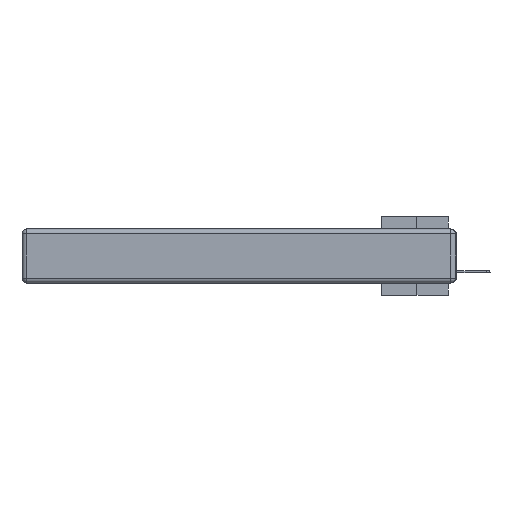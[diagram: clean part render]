
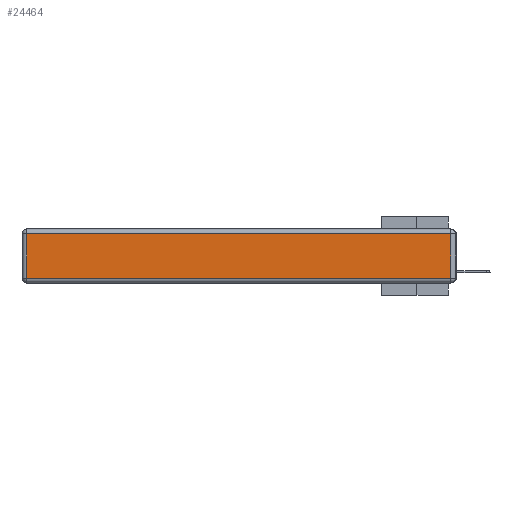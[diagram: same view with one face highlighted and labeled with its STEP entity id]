
A CAD part, left-side view. The second image highlights one B-rep face of the part: STEP entity #24464.
In plain terms, the highlighted planar face has unit normal (-1, 0, 0).
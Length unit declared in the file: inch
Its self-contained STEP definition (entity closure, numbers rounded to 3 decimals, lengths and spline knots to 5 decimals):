
#626 = CARTESIAN_POINT ( 'NONE',  ( 0., 2.72, -0.343 ) ) ;
#2932 = EDGE_CURVE ( 'NONE', #25012, #33297, #38366, .T. ) ;
#3564 = DIRECTION ( 'NONE',  ( 0., 0., -1. ) ) ;
#5960 = VECTOR ( 'NONE', #8231, 39.37008 ) ;
#6248 = ORIENTED_EDGE ( 'NONE', *, *, #13186, .T. ) ;
#7467 = DIRECTION ( 'NONE',  ( 0., -1., 0. ) ) ;
#8231 = DIRECTION ( 'NONE',  ( 0., 1., 0. ) ) ;
#9001 = CARTESIAN_POINT ( 'NONE',  ( 0., 0.03, -0.343 ) ) ;
#9540 = CARTESIAN_POINT ( 'NONE',  ( 0., 2.72, -0.313 ) ) ;
#10876 = CARTESIAN_POINT ( 'NONE',  ( 0., 2.75, -0.03 ) ) ;
#11384 = VECTOR ( 'NONE', #39140, 39.37008 ) ;
#12589 = LINE ( 'NONE', #20034, #14541 ) ;
#13186 = EDGE_CURVE ( 'NONE', #28394, #17297, #12589, .T. ) ;
#14541 = VECTOR ( 'NONE', #7467, 39.37008 ) ;
#17297 = VERTEX_POINT ( 'NONE', #20397 ) ;
#17324 = PLANE ( 'NONE',  #26007 ) ;
#18308 = ORIENTED_EDGE ( 'NONE', *, *, #2932, .T. ) ;
#18544 = FACE_OUTER_BOUND ( 'NONE', #21037, .T. ) ;
#20034 = CARTESIAN_POINT ( 'NONE',  ( 0., 0., -0.313 ) ) ;
#20397 = CARTESIAN_POINT ( 'NONE',  ( 0., 0.03, -0.313 ) ) ;
#21037 = EDGE_LOOP ( 'NONE', ( #6248, #27652, #18308, #27145 ) ) ;
#21054 = LINE ( 'NONE', #626, #25807 ) ;
#23283 = EDGE_CURVE ( 'NONE', #33297, #28394, #21054, .T. ) ;
#24046 = DIRECTION ( 'NONE',  ( 0., 0., 1. ) ) ;
#24464 = ADVANCED_FACE ( 'NONE', ( #18544 ), #17324, .T. ) ;
#25012 = VERTEX_POINT ( 'NONE', #27803 ) ;
#25807 = VECTOR ( 'NONE', #3564, 39.37008 ) ;
#26007 = AXIS2_PLACEMENT_3D ( 'NONE', #26521, #38990, #24046 ) ;
#26521 = CARTESIAN_POINT ( 'NONE',  ( 0., 0., -0.343 ) ) ;
#27145 = ORIENTED_EDGE ( 'NONE', *, *, #23283, .T. ) ;
#27652 = ORIENTED_EDGE ( 'NONE', *, *, #35646, .T. ) ;
#27803 = CARTESIAN_POINT ( 'NONE',  ( 0., 0.03, -0.03 ) ) ;
#28394 = VERTEX_POINT ( 'NONE', #9540 ) ;
#30760 = CARTESIAN_POINT ( 'NONE',  ( 0., 2.72, -0.03 ) ) ;
#33297 = VERTEX_POINT ( 'NONE', #30760 ) ;
#35646 = EDGE_CURVE ( 'NONE', #17297, #25012, #38080, .T. ) ;
#38080 = LINE ( 'NONE', #9001, #11384 ) ;
#38366 = LINE ( 'NONE', #10876, #5960 ) ;
#38990 = DIRECTION ( 'NONE',  ( -1., 0., 0. ) ) ;
#39140 = DIRECTION ( 'NONE',  ( 0., 0., 1. ) ) ;
